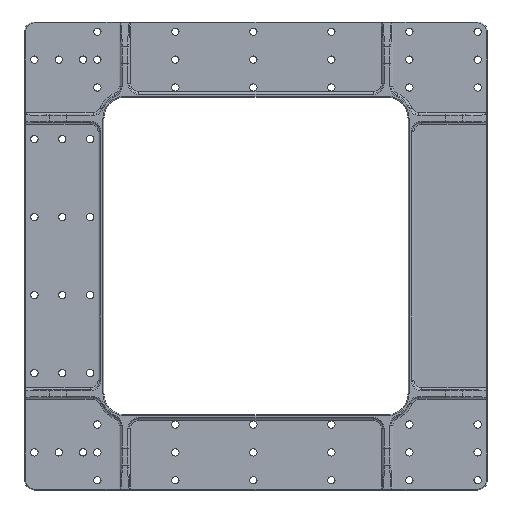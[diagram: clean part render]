
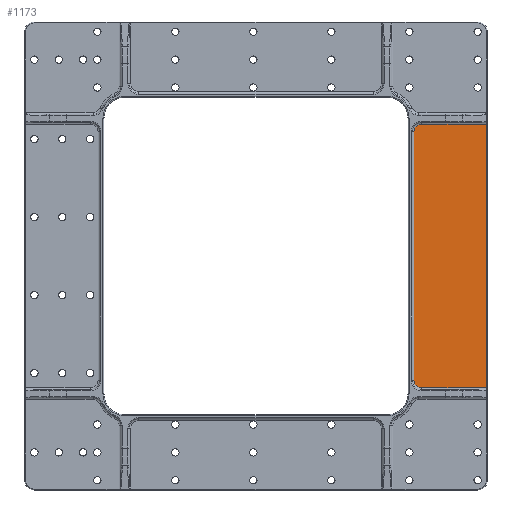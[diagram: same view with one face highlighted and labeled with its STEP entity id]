
A CAD part, top view. The second image highlights one B-rep face of the part: STEP entity #1173.
In plain terms, the highlighted planar face has unit normal (0, 0, 1).
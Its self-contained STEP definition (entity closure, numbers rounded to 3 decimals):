
#829=PLANE('',#6475);
#1173=ADVANCED_FACE('',(#1465),#829,.T.);
#1465=FACE_OUTER_BOUND('',#1949,.T.);
#1949=EDGE_LOOP('',(#3869,#3870,#3871,#3872,#3873,#3874));
#2293=CIRCLE('',#6273,5.08);
#2297=CIRCLE('',#6279,5.08);
#3869=ORIENTED_EDGE('',*,*,#4980,.T.);
#3870=ORIENTED_EDGE('',*,*,#4771,.T.);
#3871=ORIENTED_EDGE('',*,*,#4992,.T.);
#3872=ORIENTED_EDGE('',*,*,#4991,.T.);
#3873=ORIENTED_EDGE('',*,*,#4988,.T.);
#3874=ORIENTED_EDGE('',*,*,#4985,.T.);
#4144=VERTEX_POINT('',#9005);
#4149=VERTEX_POINT('',#9046);
#4264=VERTEX_POINT('',#9643);
#4266=VERTEX_POINT('',#9649);
#4268=VERTEX_POINT('',#9655);
#4270=VERTEX_POINT('',#9661);
#4771=EDGE_CURVE('',#4144,#4149,#5360,.T.);
#4980=EDGE_CURVE('',#4264,#4144,#5434,.T.);
#4985=EDGE_CURVE('',#4266,#4264,#2293,.T.);
#4988=EDGE_CURVE('',#4268,#4266,#5437,.T.);
#4991=EDGE_CURVE('',#4270,#4268,#2297,.T.);
#4992=EDGE_CURVE('',#4149,#4270,#5438,.T.);
#5360=LINE('',#9047,#5616);
#5434=LINE('',#9642,#5690);
#5437=LINE('',#9658,#5693);
#5438=LINE('',#9666,#5694);
#5616=VECTOR('',#7193,1.);
#5690=VECTOR('',#7661,1.);
#5693=VECTOR('',#7678,1.);
#5694=VECTOR('',#7689,1.);
#6273=AXIS2_PLACEMENT_3D('',#9652,#7671,#7672);
#6279=AXIS2_PLACEMENT_3D('',#9664,#7685,#7686);
#6475=AXIS2_PLACEMENT_3D('',#11558,#8151,#8152);
#7193=DIRECTION('',(0.,1.,0.));
#7661=DIRECTION('',(1.,0.,0.));
#7671=DIRECTION('',(0.,0.,1.));
#7672=DIRECTION('',(1.,0.,0.));
#7678=DIRECTION('',(0.,-1.,0.));
#7685=DIRECTION('',(0.,0.,1.));
#7686=DIRECTION('',(1.,0.,0.));
#7689=DIRECTION('',(-1.,0.,0.));
#8151=DIRECTION('',(0.,0.,1.));
#8152=DIRECTION('',(1.,0.,0.));
#9005=CARTESIAN_POINT('',(300.736,66.548,2.54));
#9046=CARTESIAN_POINT('',(300.736,238.252,2.54));
#9047=CARTESIAN_POINT('',(300.736,238.252,2.54));
#9642=CARTESIAN_POINT('',(292.664,66.548,2.54));
#9643=CARTESIAN_POINT('',(258.636,66.548,2.54));
#9649=CARTESIAN_POINT('',(253.556,71.628,2.54));
#9652=CARTESIAN_POINT('',(258.636,71.628,2.54));
#9655=CARTESIAN_POINT('',(253.556,233.172,2.54));
#9658=CARTESIAN_POINT('',(253.556,71.628,2.54));
#9661=CARTESIAN_POINT('',(258.636,238.252,2.54));
#9664=CARTESIAN_POINT('',(258.636,233.172,2.54));
#9666=CARTESIAN_POINT('',(292.664,238.252,2.54));
#11558=CARTESIAN_POINT('',(292.664,279.952,2.54));
